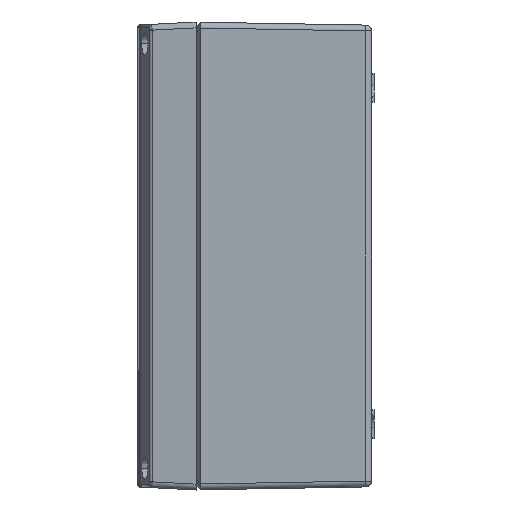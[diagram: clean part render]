
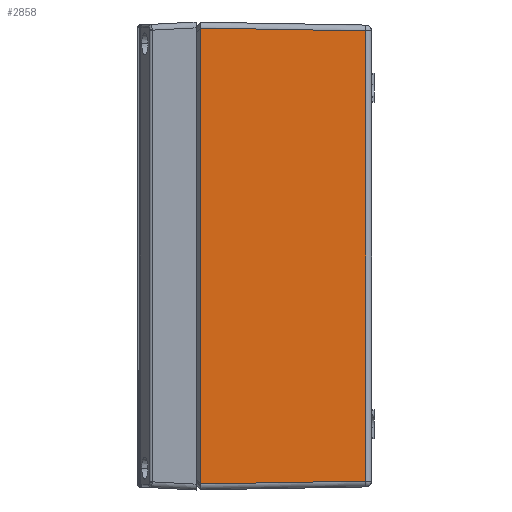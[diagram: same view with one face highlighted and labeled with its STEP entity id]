
A CAD part, left-side view. The second image highlights one B-rep face of the part: STEP entity #2858.
In plain terms, the highlighted planar face has unit normal (-1, -0.018, 0).
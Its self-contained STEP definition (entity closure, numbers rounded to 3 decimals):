
#2844 = EDGE_LOOP ( 'NONE', ( #3121, #3343, #3341, #3332 ) ) ;
#2858 = ADVANCED_FACE ( 'NONE', ( #30628 ), #30644, .T. ) ;
#3121 = ORIENTED_EDGE ( 'NONE', *, *, #3418, .T. ) ;
#3328 = EDGE_CURVE ( 'NONE', #3340, #3363, #3593, .T. ) ;
#3330 = EDGE_CURVE ( 'NONE', #3402, #3357, #3665, .T. ) ;
#3331 = EDGE_CURVE ( 'NONE', #3363, #3402, #3660, .T. ) ;
#3332 = ORIENTED_EDGE ( 'NONE', *, *, #3330, .T. ) ;
#3340 = VERTEX_POINT ( 'NONE', #3652 ) ;
#3341 = ORIENTED_EDGE ( 'NONE', *, *, #3331, .T. ) ;
#3343 = ORIENTED_EDGE ( 'NONE', *, *, #3328, .T. ) ;
#3357 = VERTEX_POINT ( 'NONE', #3725 ) ;
#3363 = VERTEX_POINT ( 'NONE', #3716 ) ;
#3402 = VERTEX_POINT ( 'NONE', #3774 ) ;
#3418 = EDGE_CURVE ( 'NONE', #3357, #3340, #30658, .T. ) ;
#3592 = CARTESIAN_POINT ( 'NONE',  ( -118.952, -60.035, 76.918 ) ) ;
#3593 = LINE ( 'NONE', #3592, #3668 ) ;
#3652 = CARTESIAN_POINT ( 'NONE',  ( -118.952, -60.035, -76.952 ) ) ;
#3657 = DIRECTION ( 'NONE',  ( -0.017, 1., 0.017 ) ) ;
#3658 = VECTOR ( 'NONE', #3657, 1000. ) ;
#3659 = CARTESIAN_POINT ( 'NONE',  ( -119.952, -2.756, 77.952 ) ) ;
#3660 = LINE ( 'NONE', #3659, #3658 ) ;
#3662 = DIRECTION ( 'NONE',  ( 0., 0., -1. ) ) ;
#3663 = VECTOR ( 'NONE', #3662, 1000. ) ;
#3664 = CARTESIAN_POINT ( 'NONE',  ( -119.939, -3.5, -79.965 ) ) ;
#3665 = LINE ( 'NONE', #3664, #3663 ) ;
#3667 = DIRECTION ( 'NONE',  ( 0., 0., 1. ) ) ;
#3668 = VECTOR ( 'NONE', #3667, 1000. ) ;
#3716 = CARTESIAN_POINT ( 'NONE',  ( -118.952, -60.035, 76.952 ) ) ;
#3725 = CARTESIAN_POINT ( 'NONE',  ( -119.939, -3.5, -77.939 ) ) ;
#3761 = VECTOR ( 'NONE', #3796, 1000. ) ;
#3774 = CARTESIAN_POINT ( 'NONE',  ( -119.939, -3.5, 77.939 ) ) ;
#3796 = DIRECTION ( 'NONE',  ( 0.017, -1., 0.017 ) ) ;
#30615 = AXIS2_PLACEMENT_3D ( 'NONE', #30637, #30636, #30635 ) ;
#30628 = FACE_OUTER_BOUND ( 'NONE', #2844, .T. ) ;
#30635 = DIRECTION ( 'NONE',  ( 0.017, -1., 0. ) ) ;
#30636 = DIRECTION ( 'NONE',  ( -1., -0.017, 0. ) ) ;
#30637 = CARTESIAN_POINT ( 'NONE',  ( -120., 0., -80. ) ) ;
#30644 = PLANE ( 'NONE',  #30615 ) ;
#30657 = CARTESIAN_POINT ( 'NONE',  ( -120.001, 0.035, -78.001 ) ) ;
#30658 = LINE ( 'NONE', #30657, #3761 ) ;
